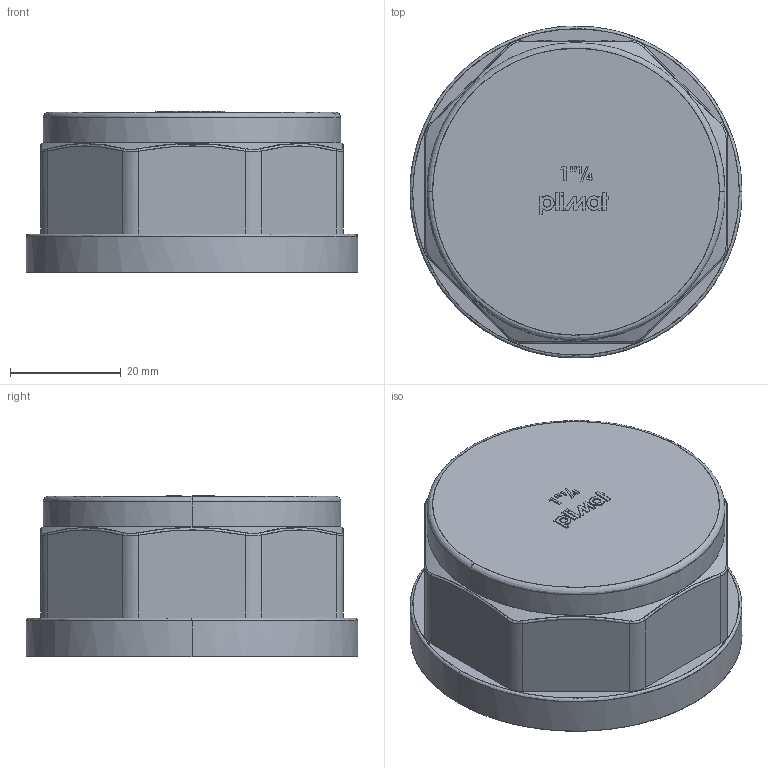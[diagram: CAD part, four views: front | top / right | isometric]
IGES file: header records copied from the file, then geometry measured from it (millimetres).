
Start section: SolidWorks IGES file using NURBS representation for surfaces
Global section: file name: 01 01 1012 114.IGS; native system: SolidWorks 2016; preprocessor: SolidWorks 2016; author: Fabio; date: 160916.091619; units: millimetre
Bounding box: 60 x 60 x 29.2 mm (x, y, z)
Surface area: 14957.7 mm2 (no closed solid volume)
Topology: 0 solids, 0 shells, 195 faces, 2288 edges, 2288 vertices
Faces by surface type: bspline 195
